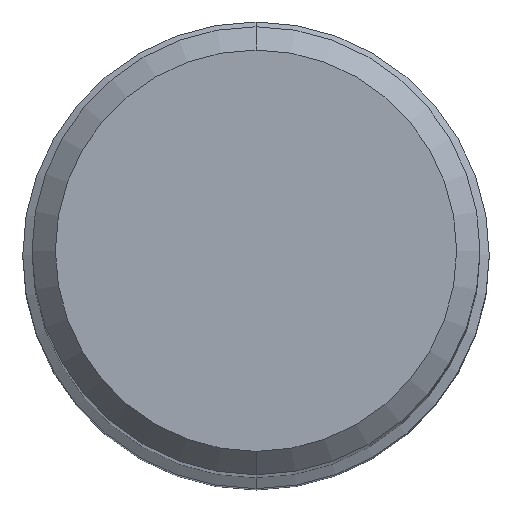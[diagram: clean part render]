
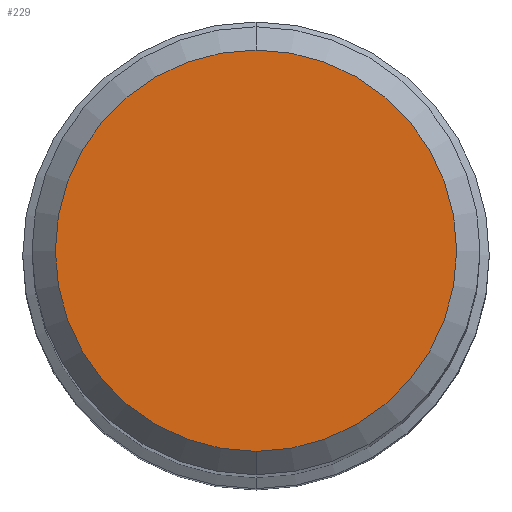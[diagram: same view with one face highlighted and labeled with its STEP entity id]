
A CAD part, top view. The second image highlights one B-rep face of the part: STEP entity #229.
In plain terms, the highlighted planar face has unit normal (0, 0, 1).
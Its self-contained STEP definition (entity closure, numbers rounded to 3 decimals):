
#229=ADVANCED_FACE('',(#620),#621,.T.);
#387=VERTEX_POINT('',#793);
#389=EDGE_CURVE('',#567,#387,#795,.T.);
#449=EDGE_CURVE('',#387,#567,#863,.T.);
#567=VERTEX_POINT('',#991);
#620=FACE_OUTER_BOUND('',#1043,.T.);
#621=PLANE('',#1044);
#793=CARTESIAN_POINT('',(0.0,4.3,0.));
#795=CIRCLE('',#1373,4.3);
#863=CIRCLE('',#1493,4.3);
#991=CARTESIAN_POINT('',(0.,-4.3,0.));
#1043=EDGE_LOOP('',(#1830,#1831));
#1044=AXIS2_PLACEMENT_3D('',#1832,#1833,#1834);
#1373=AXIS2_PLACEMENT_3D('',#2004,#2005,#2006);
#1493=AXIS2_PLACEMENT_3D('',#2111,#2112,#2113);
#1830=ORIENTED_EDGE('',*,*,#449,.F.);
#1831=ORIENTED_EDGE('',*,*,#389,.F.);
#1832=CARTESIAN_POINT('',(0.0,2.15,0.));
#1833=DIRECTION('',(-0.0,0.0,1.0));
#1834=DIRECTION('',(0.0,-1.0,0.0));
#2004=CARTESIAN_POINT('',(0.0,0.0,0.));
#2005=DIRECTION('',(0.0,0.0,-1.0));
#2006=DIRECTION('',(0.0,1.0,0.0));
#2111=CARTESIAN_POINT('',(0.0,0.0,0.));
#2112=DIRECTION('',(0.0,0.0,-1.0));
#2113=DIRECTION('',(0.0,1.0,0.0));
